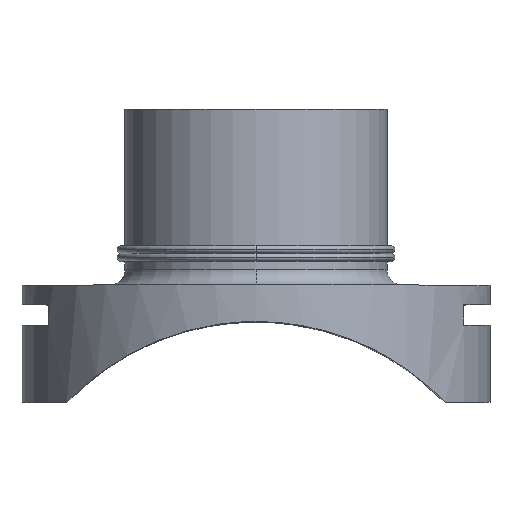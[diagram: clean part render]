
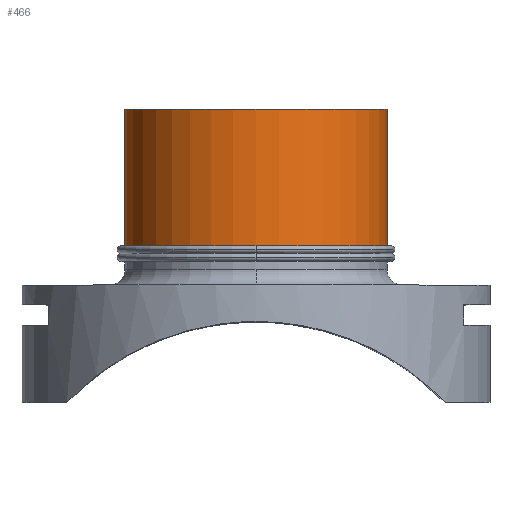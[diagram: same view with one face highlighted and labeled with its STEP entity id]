
A CAD part, top view. The second image highlights one B-rep face of the part: STEP entity #466.
In plain terms, the highlighted cylindrical face has radius 140 mm (diameter 280 mm), a partial arc.
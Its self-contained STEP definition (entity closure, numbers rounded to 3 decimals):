
#272 = VERTEX_POINT( '', #757 );
#294 = EDGE_CURVE( '', #368, #518, #779, .T. );
#328 = EDGE_CURVE( '', #430, #368, #815, .T. );
#332 = VERTEX_POINT( '', #819 );
#368 = VERTEX_POINT( '', #858 );
#430 = VERTEX_POINT( '', #925 );
#446 = EDGE_CURVE( '', #272, #430, #941, .T. );
#466 = ADVANCED_FACE( '', ( #962 ), #963, .T. );
#518 = VERTEX_POINT( '', #1022 );
#562 = EDGE_CURVE( '', #332, #272, #1072, .T. );
#644 = EDGE_CURVE( '', #518, #332, #1172, .T. );
#757 = CARTESIAN_POINT( '', ( 0., 163.2, 140. ) );
#779 = CIRCLE( '', #1357, 140. );
#815 = LINE( '', #1404, #1405 );
#819 = CARTESIAN_POINT( '', ( -140., 163.2, 0. ) );
#858 = CARTESIAN_POINT( '', ( 140., 313., 0. ) );
#925 = CARTESIAN_POINT( '', ( 140., 163.2, 0. ) );
#941 = CIRCLE( '', #1599, 140. );
#962 = FACE_OUTER_BOUND( '', #1695, .T. );
#963 = CYLINDRICAL_SURFACE( '', #1696, 140. );
#1022 = CARTESIAN_POINT( '', ( -140., 313., 0. ) );
#1072 = CIRCLE( '', #1932, 140. );
#1172 = LINE( '', #2086, #2087 );
#1357 = AXIS2_PLACEMENT_3D( '', #2233, #2234, #2235 );
#1404 = CARTESIAN_POINT( '', ( 140., 227.567, 0. ) );
#1405 = VECTOR( '', #2290, 1. );
#1599 = AXIS2_PLACEMENT_3D( '', #2421, #2422, #2423 );
#1695 = EDGE_LOOP( '', ( #2445, #2446, #2447, #2448, #2449 ) );
#1696 = AXIS2_PLACEMENT_3D( '', #2450, #2451, #2452 );
#1932 = AXIS2_PLACEMENT_3D( '', #2585, #2586, #2587 );
#2086 = CARTESIAN_POINT( '', ( -140., 227.567, 0. ) );
#2087 = VECTOR( '', #2748, 1. );
#2233 = CARTESIAN_POINT( '', ( 0., 313., 0. ) );
#2234 = DIRECTION( '', ( 0., -1., 0. ) );
#2235 = DIRECTION( '', ( -1., 0., 0. ) );
#2290 = DIRECTION( '', ( 0., 1., 0. ) );
#2421 = CARTESIAN_POINT( '', ( 0., 163.2, 0. ) );
#2422 = DIRECTION( '', ( 0., 1., 0. ) );
#2423 = DIRECTION( '', ( -1., 0., 0. ) );
#2445 = ORIENTED_EDGE( '', *, *, #644, .T. );
#2446 = ORIENTED_EDGE( '', *, *, #562, .T. );
#2447 = ORIENTED_EDGE( '', *, *, #446, .T. );
#2448 = ORIENTED_EDGE( '', *, *, #328, .T. );
#2449 = ORIENTED_EDGE( '', *, *, #294, .T. );
#2450 = CARTESIAN_POINT( '', ( 0., 227.567, 0. ) );
#2451 = DIRECTION( '', ( 0., 1., 0. ) );
#2452 = DIRECTION( '', ( -1., 0., 0. ) );
#2585 = CARTESIAN_POINT( '', ( 0., 163.2, 0. ) );
#2586 = DIRECTION( '', ( 0., 1., 0. ) );
#2587 = DIRECTION( '', ( -1., 0., 0. ) );
#2748 = DIRECTION( '', ( 0., -1., 0. ) );
